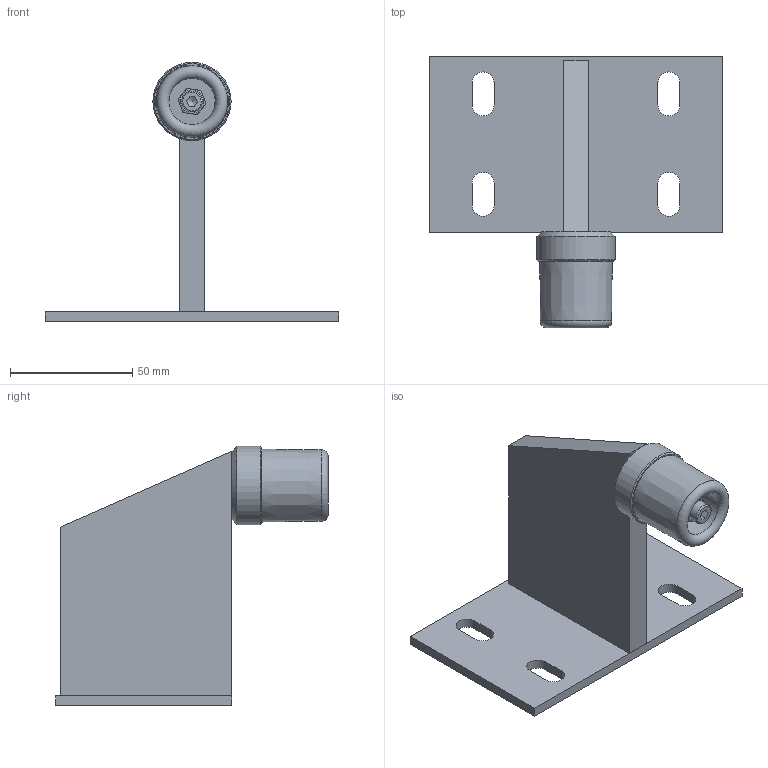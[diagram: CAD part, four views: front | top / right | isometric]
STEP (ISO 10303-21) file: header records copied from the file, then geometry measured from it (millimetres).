
FILE_DESCRIPTION(/* description */ (''),/* implementation_level */ '2;1');
FILE_NAME(/* name */ '2099V.stp',/* time_stamp */ '2019-08-14T14:40:13+02:00',/* author */ ('LIONEL'),/* organization */ (''),/* preprocessor_version */ 'ST-DEVELOPER v17.2',/* originating_system */ 'Autodesk Inventor 2019',/* authorisation */ '');
FILE_SCHEMA (('AUTOMOTIVE_DESIGN { 1 0 10303 214 3 1 1 }'));
Length unit declared in the file: millimetre
Products named in the file (7): 2099V; 2099V-P1; 2099V-P2; 2099V-P3; 2099V-P4; 06005; NF E 25-125 - M5 x 20
Assembly tree (6 placements, depth 2):
  2099V
    2099V-P1
    2099V-P2
    2099V-P3
    2099V-P4
    06005
    NF E 25-125 - M5 x 20
Bounding box: 120 x 111.29 x 106 mm (x, y, z)
Volume: 116132.7 mm3; surface area: 41968.5 mm2
Topology: 6 solids, 6 shells, 67 faces, 170 edges, 116 vertices
Faces by surface type: plane 41, cylinder 16, cone 6, torus 4
Full cylindrical faces by diameter (mm): 4.134 x1, 4.917 x1, 5 x1, 5.2 x1, 6.5 x1, 8.5 x1, 18.881 x1, 32 x1
Entity records: 2596 total; most frequent: CARTESIAN_POINT 636, DIRECTION 370, ORIENTED_EDGE 336, EDGE_CURVE 168, AXIS2_PLACEMENT_3D 141, VERTEX_POINT 116, LINE 88, VECTOR 88
